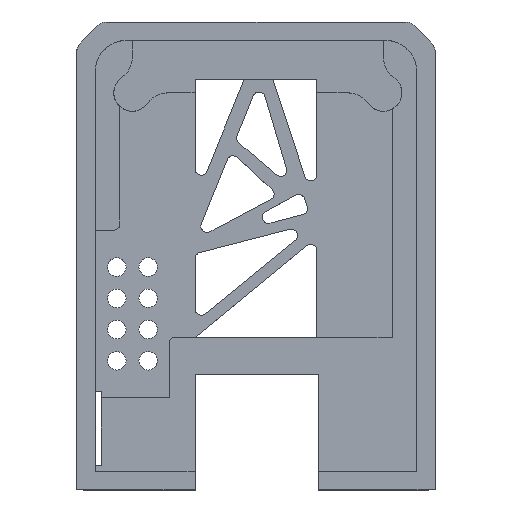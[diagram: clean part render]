
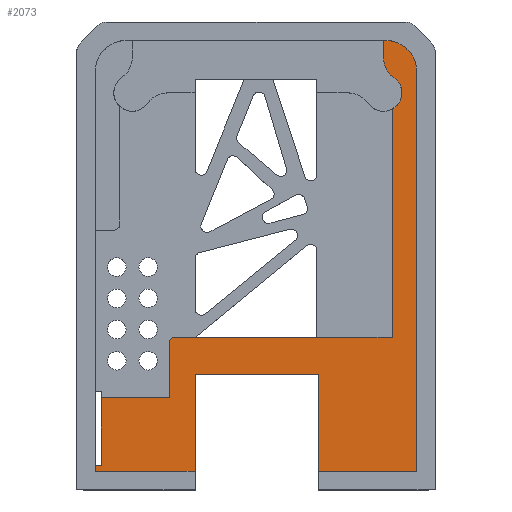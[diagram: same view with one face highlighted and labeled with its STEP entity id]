
A CAD part, top view. The second image highlights one B-rep face of the part: STEP entity #2073.
In plain terms, the highlighted planar face has unit normal (0, 0, 1).
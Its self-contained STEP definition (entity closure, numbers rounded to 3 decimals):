
#53=PLANE('',#2222);
#118=FACE_OUTER_BOUND('',#234,.T.);
#234=EDGE_LOOP('',(#1519,#1520,#1521,#1522,#1523,#1524,#1525,#1526,#1527,
#1528,#1529,#1530,#1531,#1532,#1533,#1534,#1535,#1536,#1537,#1538));
#396=LINE('',#3164,#626);
#400=LINE('',#3172,#630);
#406=LINE('',#3184,#636);
#409=LINE('',#3190,#639);
#410=LINE('',#3192,#640);
#411=LINE('',#3194,#641);
#412=LINE('',#3196,#642);
#413=LINE('',#3198,#643);
#414=LINE('',#3200,#644);
#415=LINE('',#3202,#645);
#416=LINE('',#3204,#646);
#417=LINE('',#3206,#647);
#418=LINE('',#3210,#648);
#419=LINE('',#3212,#649);
#420=LINE('',#3218,#650);
#421=LINE('',#3220,#651);
#626=VECTOR('',#2512,10.);
#630=VECTOR('',#2518,10.);
#636=VECTOR('',#2528,10.);
#639=VECTOR('',#2533,10.);
#640=VECTOR('',#2534,10.);
#641=VECTOR('',#2535,10.);
#642=VECTOR('',#2536,10.);
#643=VECTOR('',#2537,10.);
#644=VECTOR('',#2538,10.);
#645=VECTOR('',#2539,10.);
#646=VECTOR('',#2540,10.);
#647=VECTOR('',#2541,10.);
#648=VECTOR('',#2544,10.);
#649=VECTOR('',#2545,10.);
#650=VECTOR('',#2550,10.);
#651=VECTOR('',#2551,10.);
#828=CIRCLE('',#2223,2.5);
#829=CIRCLE('',#2224,2.);
#830=CIRCLE('',#2225,1.5);
#831=CIRCLE('',#2226,0.5);
#965=VERTEX_POINT('',#3162);
#966=VERTEX_POINT('',#3163);
#969=VERTEX_POINT('',#3171);
#973=VERTEX_POINT('',#3183);
#975=VERTEX_POINT('',#3189);
#976=VERTEX_POINT('',#3191);
#977=VERTEX_POINT('',#3193);
#978=VERTEX_POINT('',#3195);
#979=VERTEX_POINT('',#3197);
#980=VERTEX_POINT('',#3199);
#981=VERTEX_POINT('',#3201);
#982=VERTEX_POINT('',#3203);
#983=VERTEX_POINT('',#3205);
#984=VERTEX_POINT('',#3207);
#985=VERTEX_POINT('',#3209);
#986=VERTEX_POINT('',#3211);
#987=VERTEX_POINT('',#3213);
#988=VERTEX_POINT('',#3215);
#989=VERTEX_POINT('',#3217);
#990=VERTEX_POINT('',#3219);
#1182=EDGE_CURVE('',#965,#966,#396,.T.);
#1186=EDGE_CURVE('',#969,#965,#400,.T.);
#1192=EDGE_CURVE('',#969,#973,#406,.T.);
#1195=EDGE_CURVE('',#966,#975,#409,.T.);
#1196=EDGE_CURVE('',#975,#976,#410,.T.);
#1197=EDGE_CURVE('',#976,#977,#411,.T.);
#1198=EDGE_CURVE('',#977,#978,#412,.T.);
#1199=EDGE_CURVE('',#978,#979,#413,.T.);
#1200=EDGE_CURVE('',#979,#980,#414,.T.);
#1201=EDGE_CURVE('',#980,#981,#415,.T.);
#1202=EDGE_CURVE('',#981,#982,#416,.T.);
#1203=EDGE_CURVE('',#982,#983,#417,.T.);
#1204=EDGE_CURVE('',#983,#984,#828,.T.);
#1205=EDGE_CURVE('',#984,#985,#418,.T.);
#1206=EDGE_CURVE('',#985,#986,#419,.T.);
#1207=EDGE_CURVE('',#986,#987,#829,.T.);
#1208=EDGE_CURVE('',#987,#988,#830,.T.);
#1209=EDGE_CURVE('',#988,#989,#420,.T.);
#1210=EDGE_CURVE('',#989,#990,#421,.T.);
#1211=EDGE_CURVE('',#973,#990,#831,.T.);
#1519=ORIENTED_EDGE('',*,*,#1186,.T.);
#1520=ORIENTED_EDGE('',*,*,#1182,.T.);
#1521=ORIENTED_EDGE('',*,*,#1195,.T.);
#1522=ORIENTED_EDGE('',*,*,#1196,.T.);
#1523=ORIENTED_EDGE('',*,*,#1197,.T.);
#1524=ORIENTED_EDGE('',*,*,#1198,.T.);
#1525=ORIENTED_EDGE('',*,*,#1199,.T.);
#1526=ORIENTED_EDGE('',*,*,#1200,.T.);
#1527=ORIENTED_EDGE('',*,*,#1201,.T.);
#1528=ORIENTED_EDGE('',*,*,#1202,.T.);
#1529=ORIENTED_EDGE('',*,*,#1203,.T.);
#1530=ORIENTED_EDGE('',*,*,#1204,.T.);
#1531=ORIENTED_EDGE('',*,*,#1205,.T.);
#1532=ORIENTED_EDGE('',*,*,#1206,.T.);
#1533=ORIENTED_EDGE('',*,*,#1207,.T.);
#1534=ORIENTED_EDGE('',*,*,#1208,.T.);
#1535=ORIENTED_EDGE('',*,*,#1209,.T.);
#1536=ORIENTED_EDGE('',*,*,#1210,.T.);
#1537=ORIENTED_EDGE('',*,*,#1211,.F.);
#1538=ORIENTED_EDGE('',*,*,#1192,.F.);
#2073=ADVANCED_FACE('',(#118),#53,.T.);
#2222=AXIS2_PLACEMENT_3D('',#3188,#2531,#2532);
#2223=AXIS2_PLACEMENT_3D('',#3208,#2542,#2543);
#2224=AXIS2_PLACEMENT_3D('',#3214,#2546,#2547);
#2225=AXIS2_PLACEMENT_3D('',#3216,#2548,#2549);
#2226=AXIS2_PLACEMENT_3D('',#3221,#2552,#2553);
#2512=DIRECTION('',(-1.,0.,0.));
#2518=DIRECTION('',(0.,-1.,0.));
#2528=DIRECTION('',(0.707,0.707,0.));
#2531=DIRECTION('center_axis',(0.,0.,1.));
#2532=DIRECTION('ref_axis',(1.,0.,0.));
#2533=DIRECTION('',(0.,-1.,0.));
#2534=DIRECTION('',(-1.,0.,0.));
#2535=DIRECTION('',(0.,-1.,0.));
#2536=DIRECTION('',(1.,0.,0.));
#2537=DIRECTION('',(0.,1.,0.));
#2538=DIRECTION('',(1.,0.,0.));
#2539=DIRECTION('',(0.,-1.,0.));
#2540=DIRECTION('',(1.,0.,0.));
#2541=DIRECTION('',(0.,1.,0.));
#2542=DIRECTION('center_axis',(0.,0.,1.));
#2543=DIRECTION('ref_axis',(0.707,0.707,0.));
#2544=DIRECTION('',(-1.,0.,0.));
#2545=DIRECTION('',(0.,-1.,0.));
#2546=DIRECTION('center_axis',(0.,0.,1.));
#2547=DIRECTION('ref_axis',(-0.886,-0.463,0.));
#2548=DIRECTION('center_axis',(0.,0.,-1.));
#2549=DIRECTION('ref_axis',(-1.,0.,0.));
#2550=DIRECTION('',(0.,-1.,0.));
#2551=DIRECTION('',(-1.,0.,0.));
#2552=DIRECTION('center_axis',(0.,0.,-1.));
#2553=DIRECTION('ref_axis',(-0.383,0.924,0.));
#3162=CARTESIAN_POINT('',(6.034,-29.01,2.));
#3163=CARTESIAN_POINT('',(0.5,-29.01,2.));
#3164=CARTESIAN_POINT('',(9.542,-29.01,2.));
#3171=CARTESIAN_POINT('',(6.034,-24.353,2.));
#3172=CARTESIAN_POINT('',(6.034,-20.927,2.));
#3183=CARTESIAN_POINT('',(6.14,-24.246,2.));
#3184=CARTESIAN_POINT('',(9.377,-21.009,2.));
#3188=CARTESIAN_POINT('Origin',(13.05,-17.5,2.));
#3189=CARTESIAN_POINT('',(0.5,-34.5,2.));
#3190=CARTESIAN_POINT('',(0.5,-26.,2.));
#3191=CARTESIAN_POINT('',(0.,-34.5,2.));
#3192=CARTESIAN_POINT('',(5.775,-34.5,2.));
#3193=CARTESIAN_POINT('',(0.,-35.,2.));
#3194=CARTESIAN_POINT('',(0.,-26.25,2.));
#3195=CARTESIAN_POINT('',(8.1,-35.,2.));
#3196=CARTESIAN_POINT('',(11.075,-35.,2.));
#3197=CARTESIAN_POINT('',(8.1,-27.1,2.));
#3198=CARTESIAN_POINT('',(8.1,-23.3,2.));
#3199=CARTESIAN_POINT('',(18.1,-27.1,2.));
#3200=CARTESIAN_POINT('',(11.075,-27.1,2.));
#3201=CARTESIAN_POINT('',(18.1,-35.,2.));
#3202=CARTESIAN_POINT('',(18.1,-23.3,2.));
#3203=CARTESIAN_POINT('',(26.1,-35.,2.));
#3204=CARTESIAN_POINT('',(19.575,-35.,2.));
#3205=CARTESIAN_POINT('',(26.1,-2.5,2.));
#3206=CARTESIAN_POINT('',(26.1,-8.75,2.));
#3207=CARTESIAN_POINT('',(23.6,0.,2.));
#3208=CARTESIAN_POINT('Origin',(23.6,-2.5,2.));
#3209=CARTESIAN_POINT('',(23.397,0.,2.));
#3210=CARTESIAN_POINT('',(6.525,0.,2.));
#3211=CARTESIAN_POINT('',(23.397,-1.377,2.));
#3212=CARTESIAN_POINT('',(23.397,-8.75,2.));
#3213=CARTESIAN_POINT('',(24.254,-3.018,2.));
#3214=CARTESIAN_POINT('Origin',(25.397,-1.377,2.));
#3215=CARTESIAN_POINT('',(24.1,-5.574,2.));
#3216=CARTESIAN_POINT('Origin',(23.397,-4.249,2.));
#3217=CARTESIAN_POINT('',(24.1,-24.1,2.));
#3218=CARTESIAN_POINT('',(24.1,-11.,2.));
#3219=CARTESIAN_POINT('',(6.494,-24.1,2.));
#3220=CARTESIAN_POINT('',(18.575,-24.1,2.));
#3221=CARTESIAN_POINT('Origin',(6.494,-24.6,2.));
